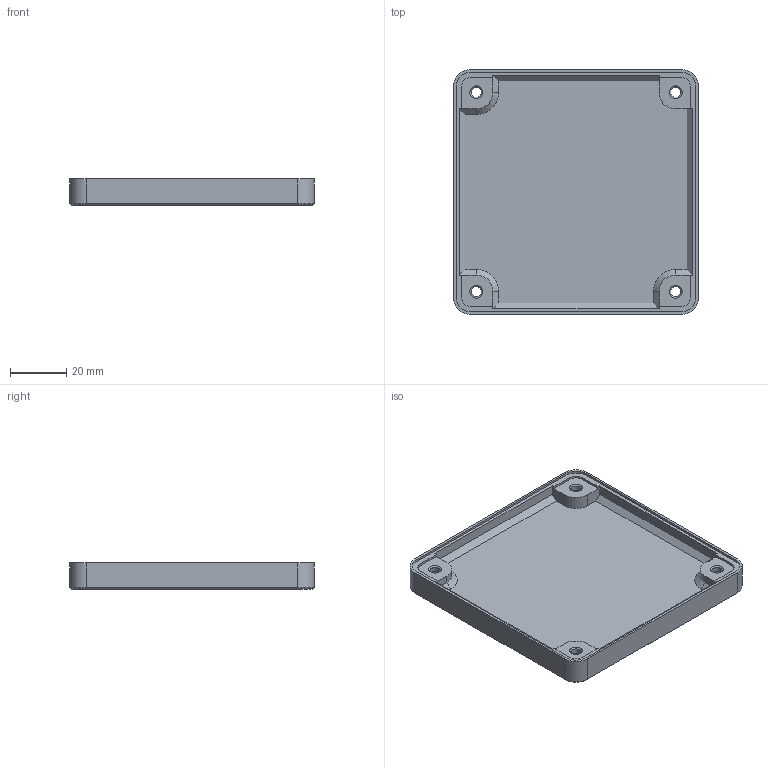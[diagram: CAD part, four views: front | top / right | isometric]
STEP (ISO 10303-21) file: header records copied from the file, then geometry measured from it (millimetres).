
FILE_DESCRIPTION(/* description */ (''),/* implementation_level */ '2;1');
FILE_NAME(/* name */ 'Kitsune Plus Plus bottom - tagless.step',/* time_stamp */ '2025-12-22T23:59:41Z',/* author */ (''),/* organization */ (''),/* preprocessor_version */ 'ST-DEVELOPER v20.1',/* originating_system */ 'Autodesk Translation Framework v14.21.0.0',/* authorisation */ '');
FILE_SCHEMA (('AUTOMOTIVE_DESIGN { 1 0 10303 214 3 1 1 }'));
Length unit declared in the file: millimetre
Products named in the file (1): Kitsune Plus Plus bottom
Bounding box: 87.28 x 87.28 x 9.4 mm (x, y, z)
Volume: 29131.7 mm3; surface area: 21074.5 mm2
Topology: 1 solids, 1 shells, 1166 faces, 3181 edges, 2102 vertices
Faces by surface type: plane 569, bspline 550, cylinder 28, cone 19
Full cylindrical faces by diameter (mm): 3.6 x4, 4.5 x4, 5.2 x4
Entity records: 41601 total; most frequent: CARTESIAN_POINT 15800, ORIENTED_EDGE 6362, DIRECTION 3390, EDGE_CURVE 3181, VERTEX_POINT 2102, LINE 2006, VECTOR 2006, EDGE_LOOP 1259
